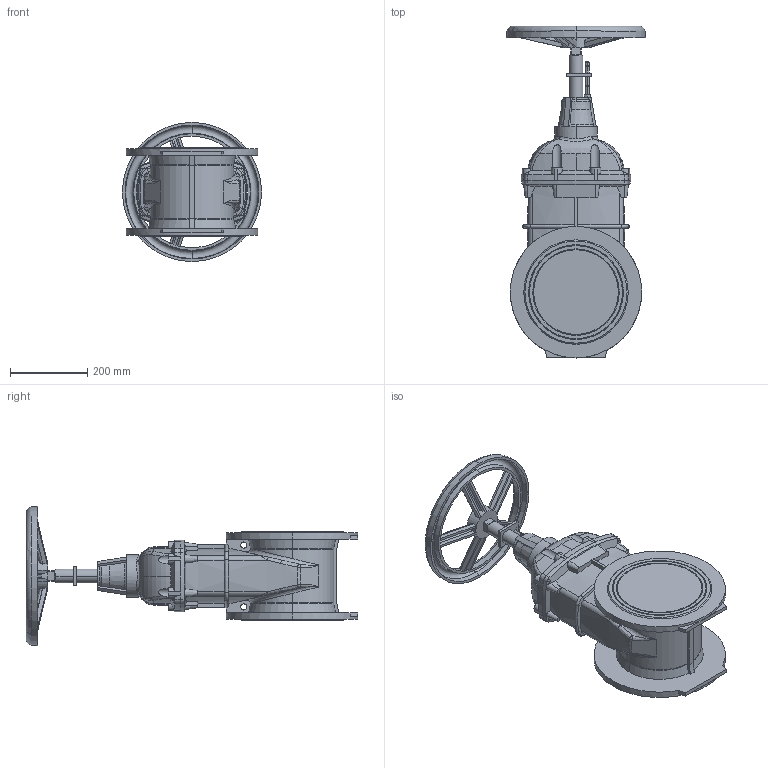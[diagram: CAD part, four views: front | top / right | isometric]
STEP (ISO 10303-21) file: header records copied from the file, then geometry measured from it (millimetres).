
FILE_DESCRIPTION (( 'STEP AP203' ), '1' );
FILE_NAME ('0620035016.STEP', '2014-05-30T05:13:01', ( '' ), ( '' ), 'SwSTEP 2.0', 'SolidWorks 2012', '' );
FILE_SCHEMA (( 'CONFIG_CONTROL_DESIGN' ));
Length unit declared in the file: millimetre
Products named in the file (1): 0620035016
Bounding box: 360 x 858 x 360 mm (x, y, z)
Volume: 22546253.1 mm3; surface area: 1011780.6 mm2
Topology: 1 solids, 1 shells, 535 faces, 1390 edges, 855 vertices
Faces by surface type: cone 160, plane 158, cylinder 96, bspline 71, torus 48, sphere 2
Entity records: 21283 total; most frequent: CARTESIAN_POINT 9190, ORIENTED_EDGE 2756, DIRECTION 2303, EDGE_CURVE 1378, AXIS2_PLACEMENT_3D 950, VERTEX_POINT 855, EDGE_LOOP 561, FACE_OUTER_BOUND 535
